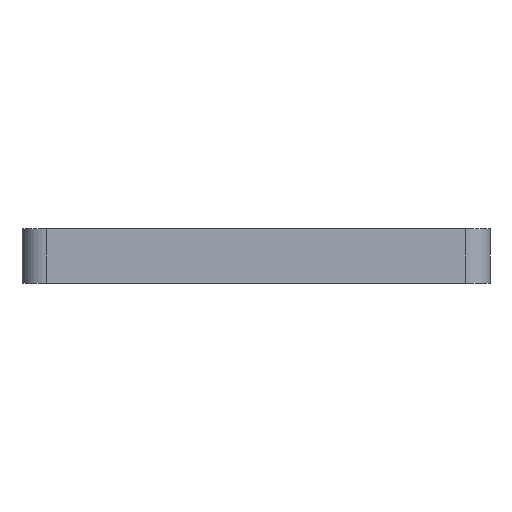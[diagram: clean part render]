
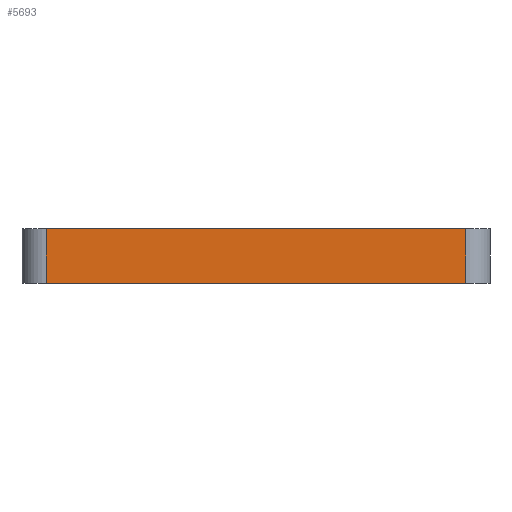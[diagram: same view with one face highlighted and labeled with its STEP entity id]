
A CAD part, left-side view. The second image highlights one B-rep face of the part: STEP entity #5693.
In plain terms, the highlighted planar face has unit normal (-1, 0, 0).
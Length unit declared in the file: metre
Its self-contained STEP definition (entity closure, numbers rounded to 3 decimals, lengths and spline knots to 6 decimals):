
#1542=ORIENTED_EDGE('',*,*,#2820,.T.);
#1543=ORIENTED_EDGE('',*,*,#2822,.T.);
#1544=ORIENTED_EDGE('',*,*,#2823,.F.);
#1545=ORIENTED_EDGE('',*,*,#2824,.F.);
#2820=EDGE_CURVE('',#3445,#3444,#3971,.T.);
#2822=EDGE_CURVE('',#3444,#3446,#3972,.T.);
#2823=EDGE_CURVE('',#3447,#3446,#3973,.T.);
#2824=EDGE_CURVE('',#3445,#3447,#3974,.T.);
#3444=VERTEX_POINT('',#9477);
#3445=VERTEX_POINT('',#9479);
#3446=VERTEX_POINT('',#9483);
#3447=VERTEX_POINT('',#9485);
#3971=LINE('',#9478,#4531);
#3972=LINE('',#9482,#4532);
#3973=LINE('',#9484,#4533);
#3974=LINE('',#9486,#4534);
#4531=VECTOR('',#7739,1.);
#4532=VECTOR('',#7744,1.);
#4533=VECTOR('',#7745,1.);
#4534=VECTOR('',#7746,1.);
#4858=EDGE_LOOP('',(#1542,#1543,#1544,#1545));
#5216=FACE_BOUND('',#4858,.T.);
#5423=PLANE('',#6239);
#5693=ADVANCED_FACE('',(#5216),#5423,.F.);
#6239=AXIS2_PLACEMENT_3D('',#9481,#7742,#7743);
#7739=DIRECTION('',(0.,0.,-1.));
#7742=DIRECTION('',(1.,0.,0.));
#7743=DIRECTION('',(0.,1.,0.));
#7744=DIRECTION('',(0.,-1.,0.));
#7745=DIRECTION('',(0.,0.,-1.));
#7746=DIRECTION('',(0.,-1.,0.));
#9477=CARTESIAN_POINT('',(-0.072,0.043,-0.01));
#9478=CARTESIAN_POINT('',(-0.072,0.043,0.0012));
#9479=CARTESIAN_POINT('',(-0.072,0.043,0.0012));
#9481=CARTESIAN_POINT('',(-0.072,0.,0.0012));
#9482=CARTESIAN_POINT('',(-0.072,0.,-0.01));
#9483=CARTESIAN_POINT('',(-0.072,-0.043,-0.01));
#9484=CARTESIAN_POINT('',(-0.072,-0.043,0.0012));
#9485=CARTESIAN_POINT('',(-0.072,-0.043,0.0012));
#9486=CARTESIAN_POINT('',(-0.072,0.,0.0012));
